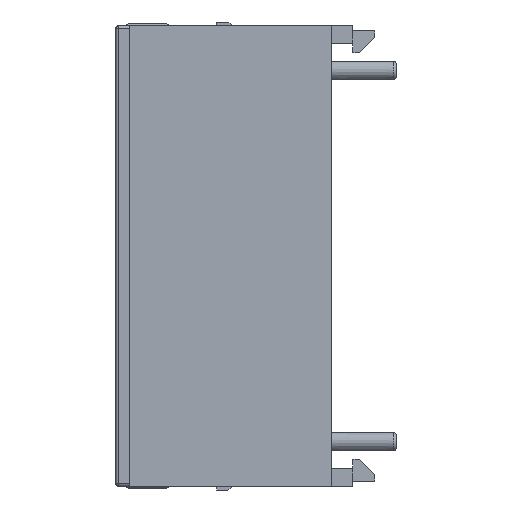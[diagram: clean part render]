
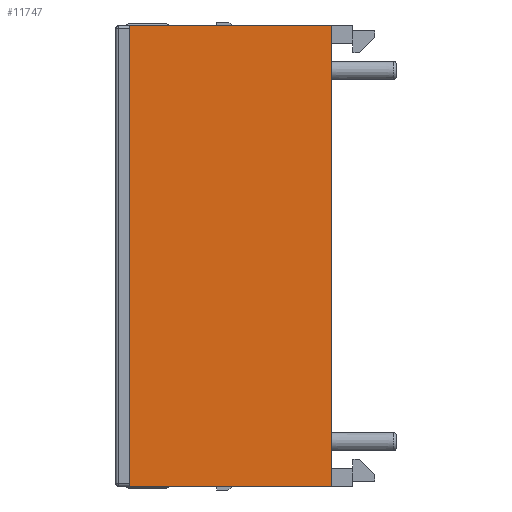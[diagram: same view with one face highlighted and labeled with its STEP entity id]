
A CAD part, front view. The second image highlights one B-rep face of the part: STEP entity #11747.
In plain terms, the highlighted planar face has unit normal (0, -1, 0).
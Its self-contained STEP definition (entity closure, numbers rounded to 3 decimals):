
#1575=DIRECTION('',(0.,0.,1.));
#1576=VECTOR('',#1575,36.1);
#1577=CARTESIAN_POINT('',(-17.1,-9.7,7.7));
#1578=LINE('',#1577,#1576);
#2858=DIRECTION('',(1.,0.,0.));
#2859=VECTOR('',#2858,15.8);
#2860=CARTESIAN_POINT('',(-32.9,-9.7,7.7));
#2861=LINE('',#2860,#2859);
#3108=DIRECTION('',(0.,0.,1.));
#3109=VECTOR('',#3108,36.1);
#3110=CARTESIAN_POINT('',(-32.9,-9.7,7.7));
#3111=LINE('',#3110,#3109);
#3112=DIRECTION('',(1.,0.,0.));
#3113=VECTOR('',#3112,15.8);
#3114=CARTESIAN_POINT('',(-32.9,-9.7,43.8));
#3115=LINE('',#3114,#3113);
#6300=CARTESIAN_POINT('',(-17.1,-9.7,7.7));
#6301=VERTEX_POINT('',#6300);
#6302=CARTESIAN_POINT('',(-17.1,-9.7,43.8));
#6303=VERTEX_POINT('',#6302);
#6308=CARTESIAN_POINT('',(-32.9,-9.7,43.8));
#6309=VERTEX_POINT('',#6308);
#6534=CARTESIAN_POINT('',(-32.9,-9.7,7.7));
#6535=VERTEX_POINT('',#6534);
#11736=CARTESIAN_POINT('',(-34.,-9.7,7.7));
#11737=DIRECTION('',(0.,-1.,0.));
#11738=DIRECTION('',(0.,0.,1.));
#11739=AXIS2_PLACEMENT_3D('',#11736,#11737,#11738);
#11740=PLANE('',#11739);
#11741=ORIENTED_EDGE('',*,*,#11385,.T.);
#11742=ORIENTED_EDGE('',*,*,#11432,.T.);
#11743=ORIENTED_EDGE('',*,*,#9155,.F.);
#11744=ORIENTED_EDGE('',*,*,#11354,.F.);
#11745=EDGE_LOOP('',(#11741,#11742,#11743,#11744));
#11746=FACE_OUTER_BOUND('',#11745,.F.);
#11747=ADVANCED_FACE('',(#11746),#11740,.T.);
#9155=EDGE_CURVE('',#6301,#6303,#1578,.T.);
#11354=EDGE_CURVE('',#6535,#6301,#2861,.T.);
#11385=EDGE_CURVE('',#6535,#6309,#3111,.T.);
#11432=EDGE_CURVE('',#6309,#6303,#3115,.T.);
